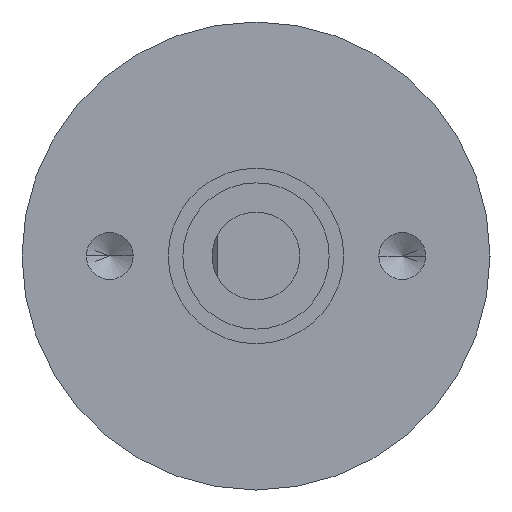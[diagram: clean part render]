
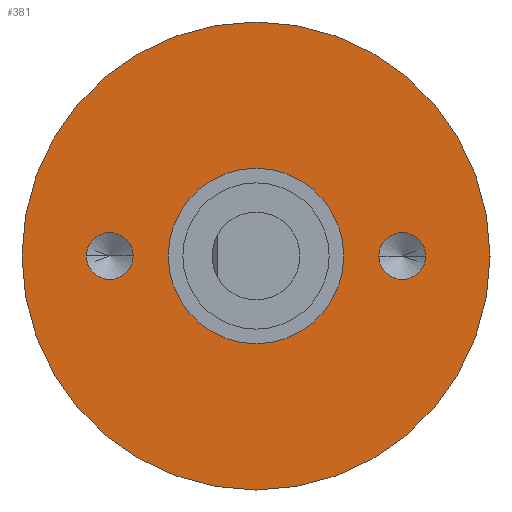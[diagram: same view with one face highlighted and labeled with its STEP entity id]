
A CAD part, left-side view. The second image highlights one B-rep face of the part: STEP entity #381.
In plain terms, the highlighted planar face has unit normal (-1, 0, 0).
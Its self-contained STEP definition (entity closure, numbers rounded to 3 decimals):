
#1=CARTESIAN_POINT('',(0.,0.,0.));
#2=DIRECTION('',(-1.,0.,0.));
#3=DIRECTION('',(0.,1.,0.));
#4=AXIS2_PLACEMENT_3D('',#1,#2,#3);
#6=CARTESIAN_POINT('',(0.,0.,0.));
#7=DIRECTION('',(1.,0.,0.));
#8=DIRECTION('',(0.,1.,0.));
#9=AXIS2_PLACEMENT_3D('',#6,#7,#8);
#11=CARTESIAN_POINT('',(0.,5.,0.));
#12=DIRECTION('',(-1.,0.,0.));
#13=DIRECTION('',(0.,1.,0.));
#14=AXIS2_PLACEMENT_3D('',#11,#12,#13);
#16=CARTESIAN_POINT('',(0.,5.,0.));
#17=DIRECTION('',(-1.,0.,0.));
#18=DIRECTION('',(0.,-1.,0.));
#19=AXIS2_PLACEMENT_3D('',#16,#17,#18);
#21=CARTESIAN_POINT('',(0.,-5.,0.));
#22=DIRECTION('',(-1.,0.,0.));
#23=DIRECTION('',(0.,-1.,0.));
#24=AXIS2_PLACEMENT_3D('',#21,#22,#23);
#26=CARTESIAN_POINT('',(0.,-5.,0.));
#27=DIRECTION('',(-1.,0.,0.));
#28=DIRECTION('',(0.,1.,0.));
#29=AXIS2_PLACEMENT_3D('',#26,#27,#28);
#31=CARTESIAN_POINT('',(0.,0.,0.));
#32=DIRECTION('',(1.,0.,0.));
#33=DIRECTION('',(0.,1.,0.));
#34=AXIS2_PLACEMENT_3D('',#31,#32,#33);
#44=CARTESIAN_POINT('',(0.,0.,0.));
#45=DIRECTION('',(-1.,0.,0.));
#46=DIRECTION('',(0.,1.,0.));
#47=AXIS2_PLACEMENT_3D('',#44,#45,#46);
#277=CARTESIAN_POINT('',(0.,3.,0.));
#279=VERTEX_POINT('',#277);
#285=CARTESIAN_POINT('',(0.,-3.,0.));
#287=VERTEX_POINT('',#285);
#326=CARTESIAN_POINT('',(0.,5.8,0.));
#327=CARTESIAN_POINT('',(0.,4.2,0.));
#328=VERTEX_POINT('',#326);
#329=VERTEX_POINT('',#327);
#336=CARTESIAN_POINT('',(0.,-5.8,0.));
#337=CARTESIAN_POINT('',(0.,-4.2,0.));
#338=VERTEX_POINT('',#336);
#339=VERTEX_POINT('',#337);
#340=CARTESIAN_POINT('',(0.,8.,0.));
#341=CARTESIAN_POINT('',(0.,-8.,0.));
#342=VERTEX_POINT('',#340);
#343=VERTEX_POINT('',#341);
#352=CARTESIAN_POINT('',(0.,0.,0.));
#353=DIRECTION('',(1.,0.,0.));
#354=DIRECTION('',(0.,-1.,0.));
#355=AXIS2_PLACEMENT_3D('',#352,#353,#354);
#356=PLANE('',#355);
#358=ORIENTED_EDGE('',*,*,#357,.F.);
#360=ORIENTED_EDGE('',*,*,#359,.T.);
#361=EDGE_LOOP('',(#358,#360));
#362=FACE_OUTER_BOUND('',#361,.F.);
#364=ORIENTED_EDGE('',*,*,#363,.F.);
#366=ORIENTED_EDGE('',*,*,#365,.T.);
#367=EDGE_LOOP('',(#364,#366));
#368=FACE_BOUND('',#367,.F.);
#370=ORIENTED_EDGE('',*,*,#369,.T.);
#372=ORIENTED_EDGE('',*,*,#371,.T.);
#373=EDGE_LOOP('',(#370,#372));
#374=FACE_BOUND('',#373,.F.);
#376=ORIENTED_EDGE('',*,*,#375,.T.);
#378=ORIENTED_EDGE('',*,*,#377,.T.);
#379=EDGE_LOOP('',(#376,#378));
#380=FACE_BOUND('',#379,.F.);
#381=ADVANCED_FACE('',(#362,#368,#374,#380),#356,.F.);
#5=CIRCLE('',#4,8.);
#10=CIRCLE('',#9,8.);
#15=CIRCLE('',#14,0.8);
#20=CIRCLE('',#19,0.8);
#25=CIRCLE('',#24,0.8);
#30=CIRCLE('',#29,0.8);
#35=CIRCLE('',#34,3.);
#48=CIRCLE('',#47,3.);
#357=EDGE_CURVE('',#342,#343,#5,.T.);
#359=EDGE_CURVE('',#342,#343,#10,.T.);
#363=EDGE_CURVE('',#279,#287,#35,.T.);
#365=EDGE_CURVE('',#279,#287,#48,.T.);
#369=EDGE_CURVE('',#328,#329,#15,.T.);
#371=EDGE_CURVE('',#329,#328,#20,.T.);
#375=EDGE_CURVE('',#338,#339,#25,.T.);
#377=EDGE_CURVE('',#339,#338,#30,.T.);
